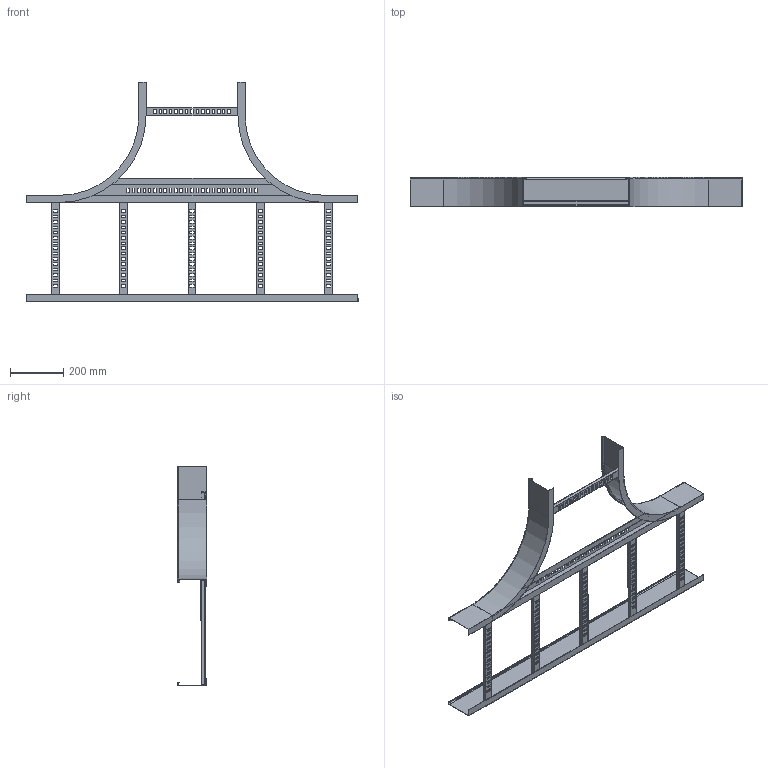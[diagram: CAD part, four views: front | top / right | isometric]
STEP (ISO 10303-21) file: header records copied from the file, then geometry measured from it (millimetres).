
FILE_DESCRIPTION (( 'STEP AP214' ), '1' );
FILE_NAME ('6225314.STP', '2017-03-23T14:43:19', ( '' ), ( '' ), 'SwSTEP 2.0', 'SolidWorks 2016', '' );
FILE_SCHEMA (( 'AUTOMOTIVE_DESIGN' ));
Length unit declared in the file: millimetre
Products named in the file (5): 086308_Gegenholm 110x1250; 079986_L=0392; 085502_St》zprofil f〉 R300 NB400; 086304_Innenholm 110xR300; 6225314
Assembly tree (10 placements, depth 2):
  6225314
    086304_Innenholm 110xR300  x2
    085502_St》zprofil f〉 R300 NB400
    079986_L=0392  x6
    086308_Gegenholm 110x1250
Bounding box: 1250 x 110 x 825 mm (x, y, z)
Volume: 1017309 mm3; surface area: 1322307.8 mm2
Topology: 10 solids, 10 shells, 740 faces, 2144 edges, 1424 vertices
Faces by surface type: plane 602, cylinder 126, bspline 12
Entity records: 16480 total; most frequent: CARTESIAN_POINT 3073, ORIENTED_EDGE 2000, DIRECTION 1896, EDGE_CURVE 1000, VECTOR 734, LINE 734, VERTEX_POINT 664, AXIS2_PLACEMENT_3D 581
